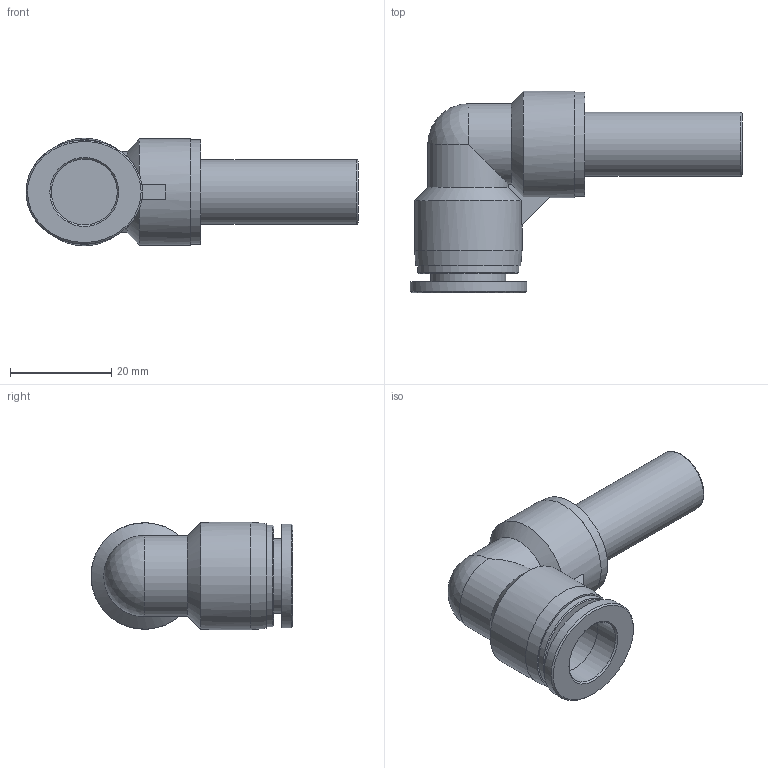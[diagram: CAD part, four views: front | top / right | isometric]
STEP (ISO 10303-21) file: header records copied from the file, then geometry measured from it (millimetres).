
FILE_DESCRIPTION((''),'2;1');
FILE_NAME('PLJ 1_2.stp','2016-10-17T13:16:22',('Administrator'),(''),'Autodesk Inventor 2013','Autodesk Inventor 2013','');
FILE_SCHEMA(('CONFIG_CONTROL_DESIGN'));
Length unit declared in the file: millimetre
Products named in the file (4): PLJ 1_2; NJ BODY N1_2; NL N1_2 BODY; SLEEVE N1_2L
Assembly tree (3 placements, depth 2):
  PLJ 1_2
    NJ BODY N1_2
    NL N1_2 BODY
    SLEEVE N1_2L
Bounding box: 65.5 x 39.8 x 21.2 mm (x, y, z)
Volume: 15821.9 mm3; surface area: 7428.6 mm2
Topology: 3 solids, 3 shells, 36 faces, 70 edges, 44 vertices
Faces by surface type: plane 17, cylinder 10, cone 5, bspline 2, torus 1, sphere 1
Full cylindrical faces by diameter (mm): 12.7 x1, 13 x2, 14.8 x1, 20 x1, 20.6 x1, 21 x1, 21.2 x1
Entity records: 1064 total; most frequent: CARTESIAN_POINT 266, DIRECTION 163, ORIENTED_EDGE 112, AXIS2_PLACEMENT_3D 72, EDGE_CURVE 56, EDGE_LOOP 55, VERTEX_POINT 43, FACE_OUTER_BOUND 36
